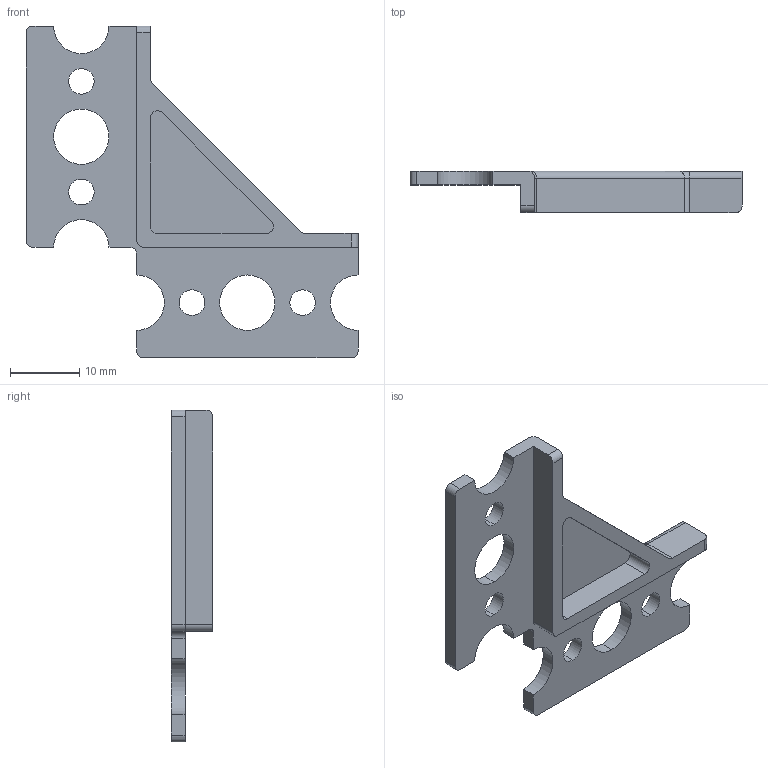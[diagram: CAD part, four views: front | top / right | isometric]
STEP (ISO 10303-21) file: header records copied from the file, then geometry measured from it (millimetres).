
FILE_DESCRIPTION (( 'STEP AP214' ), '1' );
FILE_NAME ('40208_TXP-90 Degree Bracket.STEP', '2017-03-28T20:13:55', ( '' ), ( '' ), 'SwSTEP 2.0', 'SolidWorks 2016', '' );
FILE_SCHEMA (( 'AUTOMOTIVE_DESIGN' ));
Length unit declared in the file: millimetre
Products named in the file (2): 40208_TXP-90 Degree Bracket
Bounding box: 48 x 6 x 48 mm (x, y, z)
Volume: 3018.6 mm3; surface area: 3550.1 mm2
Topology: 1 solids, 1 shells, 58 faces, 161 edges, 106 vertices
Faces by surface type: cylinder 34, plane 22, torus 2
Entity records: 2594 total; most frequent: DIRECTION 351, CARTESIAN_POINT 327, ORIENTED_EDGE 322, EDGE_CURVE 161, AXIS2_PLACEMENT_3D 130, VERTEX_POINT 106, VECTOR 91, LINE 91
